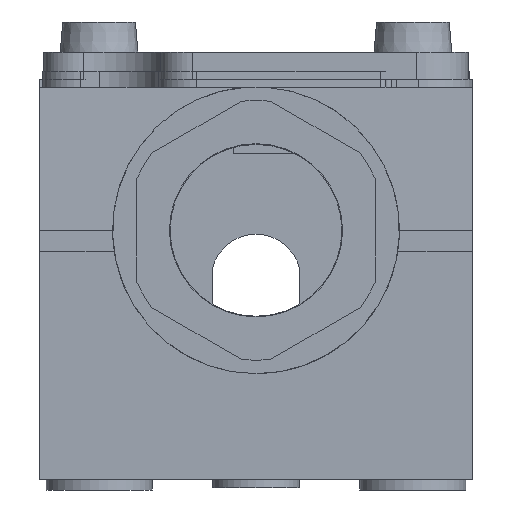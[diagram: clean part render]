
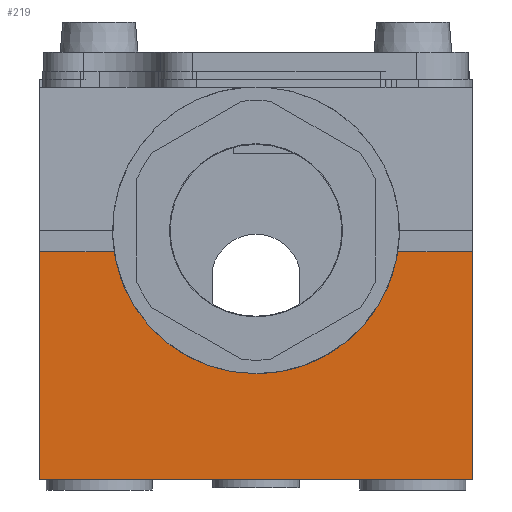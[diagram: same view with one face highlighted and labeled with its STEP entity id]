
A CAD part, front view. The second image highlights one B-rep face of the part: STEP entity #219.
In plain terms, the highlighted planar face has unit normal (0, -1, -0.014).
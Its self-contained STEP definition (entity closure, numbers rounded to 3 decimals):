
#219=ADVANCED_FACE('',(#750),#751,.F.);
#750=FACE_OUTER_BOUND('',#1544,.T.);
#751=PLANE('',#1545);
#1544=EDGE_LOOP('',(#3124,#3125,#3126,#3127,#3128,#3129,#3130));
#1545=AXIS2_PLACEMENT_3D('',#3131,#3132,#3133);
#3124=ORIENTED_EDGE('',*,*,#5331,.F.);
#3125=ORIENTED_EDGE('',*,*,#4962,.T.);
#3126=ORIENTED_EDGE('',*,*,#5332,.T.);
#3127=ORIENTED_EDGE('',*,*,#5333,.F.);
#3128=ORIENTED_EDGE('',*,*,#5328,.T.);
#3129=ORIENTED_EDGE('',*,*,#4956,.T.);
#3130=ORIENTED_EDGE('',*,*,#5334,.F.);
#3131=CARTESIAN_POINT('',(20.0,-36.45,-18.5));
#3132=DIRECTION('',(0.0,1.,0.014));
#3133=DIRECTION('',(1.0,0.0,-0.0));
#4956=EDGE_CURVE('',#5856,#5864,#5866,.T.);
#4962=EDGE_CURVE('',#5878,#5876,#5879,.T.);
#5328=EDGE_CURVE('',#6497,#5856,#6498,.T.);
#5331=EDGE_CURVE('',#5878,#6502,#6503,.T.);
#5332=EDGE_CURVE('',#5876,#6504,#6505,.T.);
#5333=EDGE_CURVE('',#6497,#6504,#6506,.T.);
#5334=EDGE_CURVE('',#6502,#5864,#6507,.T.);
#5856=VERTEX_POINT('',#7340);
#5864=VERTEX_POINT('',#7361);
#5866=B_SPLINE_CURVE_WITH_KNOTS('',3,(#7363,#7364,#7365,#7366,#7367,#7368,#7369,#7370,#7371,#7372,#7373,#7374,#7375,#7376,#7377,#7378,#7379,#7380,#7381,#7382,#7383,#7384,#7385,#7386,#7387,#7388,#7389,#7390,#7391,#7392,#7393,#7394,#7395,#7396,#7397,#7398,#7399),.UNSPECIFIED.,.F.,.F.,(4,1,1,1,1,1,1,1,1,1,1,1,1,1,1,1,1,1,1,1,1,1,1,1,1,1,1,1,1,1,1,1,1,1,4),(0.0,0.008,0.016,0.023,0.031,0.047,0.063,0.078,0.094,0.125,0.156,0.188,0.219,0.25,0.313,0.375,0.438,0.5,0.563,0.625,0.688,0.75,0.781,0.813,0.844,0.875,0.906,0.922,0.938,0.953,0.969,0.977,0.984,0.992,1.0),.UNSPECIFIED.);
#5876=VERTEX_POINT('',#7410);
#5878=VERTEX_POINT('',#7413);
#5879=LINE('',#7414,#7415);
#6497=VERTEX_POINT('',#8268);
#6498=B_SPLINE_CURVE_WITH_KNOTS('',3,(#8269,#8270,#8271,#8272,#8273,#8274,#8275,#8276,#8277,#8278,#8279,#8280,#8281,#8282,#8283,#8284,#8285,#8286,#8287,#8288,#8289,#8290,#8291,#8292,#8293,#8294,#8295,#8296,#8297,#8298,#8299,#8300,#8301,#8302,#8303,#8304,#8305),.UNSPECIFIED.,.F.,.F.,(4,1,1,1,1,1,1,1,1,1,1,1,1,1,1,1,1,1,1,1,1,1,1,1,1,1,1,1,1,1,1,1,1,1,4),(0.0,0.008,0.016,0.023,0.031,0.047,0.063,0.078,0.094,0.125,0.156,0.188,0.219,0.25,0.313,0.375,0.438,0.5,0.563,0.625,0.688,0.75,0.781,0.813,0.844,0.875,0.906,0.922,0.938,0.953,0.969,0.977,0.984,0.992,1.0),.UNSPECIFIED.);
#6502=VERTEX_POINT('',#8320);
#6503=LINE('',#8321,#8322);
#6504=VERTEX_POINT('',#8323);
#6505=LINE('',#8324,#8325);
#6506=LINE('',#8326,#8327);
#6507=LINE('',#8328,#8329);
#7340=CARTESIAN_POINT('',(0.,-36.589,-8.75));
#7361=CARTESIAN_POINT('',(-13.098,-36.75,2.5));
#7363=CARTESIAN_POINT('',(13.098,-36.75,2.5));
#7364=CARTESIAN_POINT('',(13.03,-36.744,2.053));
#7365=CARTESIAN_POINT('',(12.894,-36.734,1.412));
#7366=CARTESIAN_POINT('',(12.689,-36.724,0.663));
#7367=CARTESIAN_POINT('',(12.484,-36.715,0.047));
#7368=CARTESIAN_POINT('',(12.211,-36.705,-0.665));
#7369=CARTESIAN_POINT('',(11.87,-36.694,-1.41));
#7370=CARTESIAN_POINT('',(11.461,-36.683,-2.166));
#7371=CARTESIAN_POINT('',(11.052,-36.674,-2.822));
#7372=CARTESIAN_POINT('',(10.506,-36.663,-3.597));
#7373=CARTESIAN_POINT('',(9.824,-36.651,-4.419));
#7374=CARTESIAN_POINT('',(9.005,-36.639,-5.241));
#7375=CARTESIAN_POINT('',(8.186,-36.629,-5.936));
#7376=CARTESIAN_POINT('',(7.368,-36.621,-6.527));
#7377=CARTESIAN_POINT('',(6.276,-36.611,-7.199));
#7378=CARTESIAN_POINT('',(4.912,-36.602,-7.848));
#7379=CARTESIAN_POINT('',(3.275,-36.595,-8.376));
#7380=CARTESIAN_POINT('',(1.637,-36.59,-8.683));
#7381=CARTESIAN_POINT('',(0.,-36.589,-8.784));
#7382=CARTESIAN_POINT('',(-1.637,-36.59,-8.683));
#7383=CARTESIAN_POINT('',(-3.275,-36.595,-8.376));
#7384=CARTESIAN_POINT('',(-4.912,-36.602,-7.848));
#7385=CARTESIAN_POINT('',(-6.276,-36.611,-7.199));
#7386=CARTESIAN_POINT('',(-7.368,-36.621,-6.527));
#7387=CARTESIAN_POINT('',(-8.186,-36.629,-5.936));
#7388=CARTESIAN_POINT('',(-9.005,-36.639,-5.241));
#7389=CARTESIAN_POINT('',(-9.824,-36.651,-4.419));
#7390=CARTESIAN_POINT('',(-10.506,-36.663,-3.597));
#7391=CARTESIAN_POINT('',(-11.052,-36.674,-2.822));
#7392=CARTESIAN_POINT('',(-11.461,-36.683,-2.166));
#7393=CARTESIAN_POINT('',(-11.87,-36.694,-1.41));
#7394=CARTESIAN_POINT('',(-12.211,-36.705,-0.665));
#7395=CARTESIAN_POINT('',(-12.484,-36.715,0.047));
#7396=CARTESIAN_POINT('',(-12.689,-36.724,0.663));
#7397=CARTESIAN_POINT('',(-12.894,-36.734,1.412));
#7398=CARTESIAN_POINT('',(-13.03,-36.744,2.053));
#7399=CARTESIAN_POINT('',(-13.098,-36.75,2.5));
#7410=CARTESIAN_POINT('',(20.0,-36.45,-18.5));
#7413=CARTESIAN_POINT('',(-20.0,-36.45,-18.5));
#7414=CARTESIAN_POINT('',(-20.0,-36.45,-18.5));
#7415=VECTOR('',#9460,40.0);
#8268=CARTESIAN_POINT('',(13.098,-36.75,2.5));
#8269=CARTESIAN_POINT('',(13.098,-36.75,2.5));
#8270=CARTESIAN_POINT('',(13.03,-36.744,2.053));
#8271=CARTESIAN_POINT('',(12.894,-36.734,1.412));
#8272=CARTESIAN_POINT('',(12.689,-36.724,0.663));
#8273=CARTESIAN_POINT('',(12.484,-36.715,0.047));
#8274=CARTESIAN_POINT('',(12.211,-36.705,-0.665));
#8275=CARTESIAN_POINT('',(11.87,-36.694,-1.41));
#8276=CARTESIAN_POINT('',(11.461,-36.683,-2.166));
#8277=CARTESIAN_POINT('',(11.052,-36.674,-2.822));
#8278=CARTESIAN_POINT('',(10.506,-36.663,-3.597));
#8279=CARTESIAN_POINT('',(9.824,-36.651,-4.419));
#8280=CARTESIAN_POINT('',(9.005,-36.639,-5.241));
#8281=CARTESIAN_POINT('',(8.186,-36.629,-5.936));
#8282=CARTESIAN_POINT('',(7.368,-36.621,-6.527));
#8283=CARTESIAN_POINT('',(6.276,-36.611,-7.199));
#8284=CARTESIAN_POINT('',(4.912,-36.602,-7.848));
#8285=CARTESIAN_POINT('',(3.275,-36.595,-8.376));
#8286=CARTESIAN_POINT('',(1.637,-36.59,-8.683));
#8287=CARTESIAN_POINT('',(0.,-36.589,-8.784));
#8288=CARTESIAN_POINT('',(-1.637,-36.59,-8.683));
#8289=CARTESIAN_POINT('',(-3.275,-36.595,-8.376));
#8290=CARTESIAN_POINT('',(-4.912,-36.602,-7.848));
#8291=CARTESIAN_POINT('',(-6.276,-36.611,-7.199));
#8292=CARTESIAN_POINT('',(-7.368,-36.621,-6.527));
#8293=CARTESIAN_POINT('',(-8.186,-36.629,-5.936));
#8294=CARTESIAN_POINT('',(-9.005,-36.639,-5.241));
#8295=CARTESIAN_POINT('',(-9.824,-36.651,-4.419));
#8296=CARTESIAN_POINT('',(-10.506,-36.663,-3.597));
#8297=CARTESIAN_POINT('',(-11.052,-36.674,-2.822));
#8298=CARTESIAN_POINT('',(-11.461,-36.683,-2.166));
#8299=CARTESIAN_POINT('',(-11.87,-36.694,-1.41));
#8300=CARTESIAN_POINT('',(-12.211,-36.705,-0.665));
#8301=CARTESIAN_POINT('',(-12.484,-36.715,0.047));
#8302=CARTESIAN_POINT('',(-12.689,-36.724,0.663));
#8303=CARTESIAN_POINT('',(-12.894,-36.734,1.412));
#8304=CARTESIAN_POINT('',(-13.03,-36.744,2.053));
#8305=CARTESIAN_POINT('',(-13.098,-36.75,2.5));
#8320=CARTESIAN_POINT('',(-20.0,-36.75,2.5));
#8321=CARTESIAN_POINT('',(-20.0,-36.45,-18.5));
#8322=VECTOR('',#10089,21.002);
#8323=CARTESIAN_POINT('',(20.0,-36.75,2.5));
#8324=CARTESIAN_POINT('',(20.0,-36.45,-18.5));
#8325=VECTOR('',#10090,21.002);
#8326=CARTESIAN_POINT('',(13.098,-36.75,2.5));
#8327=VECTOR('',#10091,6.902);
#8328=CARTESIAN_POINT('',(-20.0,-36.75,2.5));
#8329=VECTOR('',#10092,6.902);
#9460=DIRECTION('',(1.0,0.0,0.0));
#10089=DIRECTION('',(0.0,-0.014,1.));
#10090=DIRECTION('',(0.0,-0.014,1.));
#10091=DIRECTION('',(1.0,0.0,0.));
#10092=DIRECTION('',(1.0,0.0,0.));
